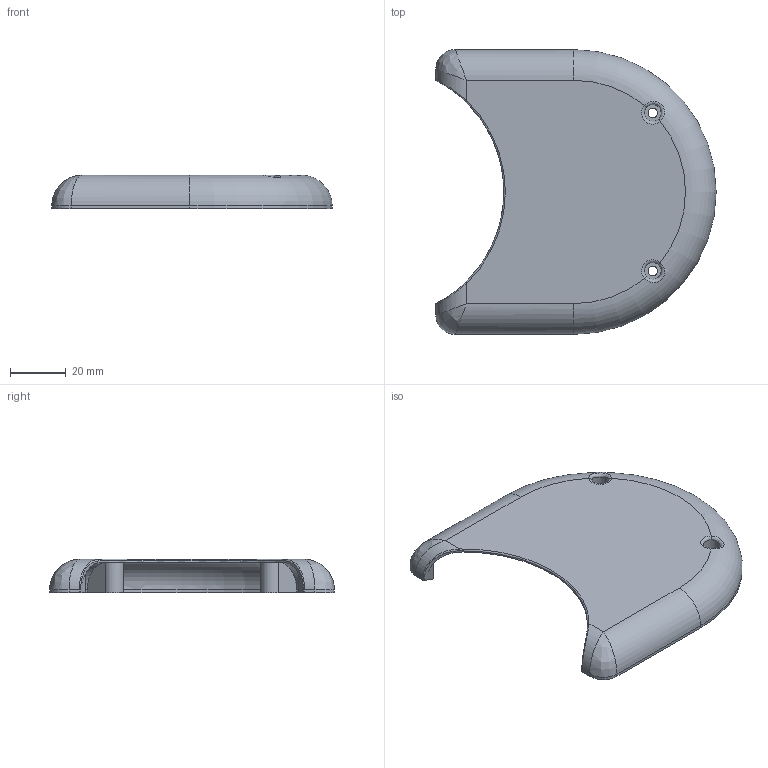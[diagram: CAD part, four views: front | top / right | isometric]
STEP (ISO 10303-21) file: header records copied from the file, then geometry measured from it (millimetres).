
FILE_DESCRIPTION(/* description */ (''),/* implementation_level */ '2;1');
FILE_NAME(/* name */ 'P606.step',/* time_stamp */ '2025-06-25T18:05:43+02:00',/* author */ (''),/* organization */ (''),/* preprocessor_version */ 'ST-DEVELOPER v20.1',/* originating_system */ 'Autodesk Translation Framework v14.10.0.0',/* authorisation */ '');
FILE_SCHEMA (('AUTOMOTIVE_DESIGN { 1 0 10303 214 3 1 1 }'));
Length unit declared in the file: millimetre
Products named in the file (1): Lid
Bounding box: 100.41 x 102 x 12 mm (x, y, z)
Volume: 12003.8 mm3; surface area: 20096.9 mm2
Topology: 1 solids, 1 shells, 59 faces, 151 edges, 90 vertices
Faces by surface type: cylinder 27, plane 17, bspline 8, torus 7
Full cylindrical faces by diameter (mm): 3.4 x2, 6 x2
Entity records: 2247 total; most frequent: CARTESIAN_POINT 817, ORIENTED_EDGE 294, DIRECTION 294, EDGE_CURVE 147, AXIS2_PLACEMENT_3D 117, VERTEX_POINT 90, EDGE_LOOP 63, LINE 60
